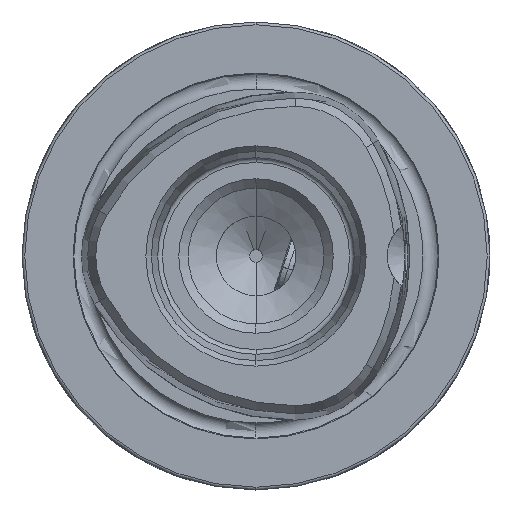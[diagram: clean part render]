
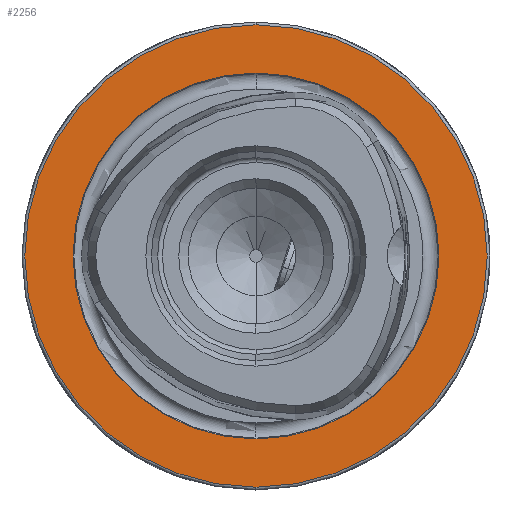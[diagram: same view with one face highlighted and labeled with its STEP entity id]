
A CAD part, left-side view. The second image highlights one B-rep face of the part: STEP entity #2256.
In plain terms, the highlighted planar face has unit normal (-1, 0, 0).
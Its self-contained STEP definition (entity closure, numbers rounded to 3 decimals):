
#964 = ORIENTED_EDGE ( 'NONE', *, *, #9784, .T. ) ;
#2135 = CARTESIAN_POINT ( 'NONE',  ( 0., 0., 0. ) ) ;
#2136 = CARTESIAN_POINT ( 'NONE',  ( 0., 0., 0. ) ) ;
#2155 = DIRECTION ( 'NONE',  ( -1., 0., 0. ) ) ;
#2158 = DIRECTION ( 'NONE',  ( 0., 0., 1. ) ) ;
#2159 = DIRECTION ( 'NONE',  ( -1., 0., 0. ) ) ;
#2181 = DIRECTION ( 'NONE',  ( 0., 0., 1. ) ) ;
#2256 = ADVANCED_FACE ( 'NONE', ( #8303, #8296 ), #10617, .F. ) ;
#3135 = ORIENTED_EDGE ( 'NONE', *, *, #10217, .F. ) ;
#3219 = ORIENTED_EDGE ( 'NONE', *, *, #10235, .T. ) ;
#3453 = ORIENTED_EDGE ( 'NONE', *, *, #9785, .F. ) ;
#4350 = AXIS2_PLACEMENT_3D ( 'NONE', #2135, #2155, #2158 ) ;
#4351 = AXIS2_PLACEMENT_3D ( 'NONE', #2136, #2159, #2181 ) ;
#4580 = CARTESIAN_POINT ( 'NONE',  ( 0., 0., 24.7 ) ) ;
#5176 = CARTESIAN_POINT ( 'NONE',  ( 0., 0., 0. ) ) ;
#5197 = DIRECTION ( 'NONE',  ( -1., 0., 0. ) ) ;
#5226 = DIRECTION ( 'NONE',  ( 0., 0., 1. ) ) ;
#5253 = DIRECTION ( 'NONE',  ( 0., 0., 1. ) ) ;
#5264 = CARTESIAN_POINT ( 'NONE',  ( 0., 0., 0. ) ) ;
#5266 = DIRECTION ( 'NONE',  ( -1., 0., 0. ) ) ;
#6175 = EDGE_LOOP ( 'NONE', ( #3453, #3135 ) ) ;
#6192 = EDGE_LOOP ( 'NONE', ( #3219, #964 ) ) ;
#6297 = AXIS2_PLACEMENT_3D ( 'NONE', #10611, #10574, #10623 ) ;
#6944 = AXIS2_PLACEMENT_3D ( 'NONE', #5176, #5197, #5226 ) ;
#6952 = AXIS2_PLACEMENT_3D ( 'NONE', #5264, #5266, #5253 ) ;
#7201 = CARTESIAN_POINT ( 'NONE',  ( 0., 0., -24.7 ) ) ;
#7271 = CARTESIAN_POINT ( 'NONE',  ( 0., 0., 19.55 ) ) ;
#7589 = CIRCLE ( 'NONE', #4350, 24.7 ) ;
#7597 = CIRCLE ( 'NONE', #4351, 19.55 ) ;
#8296 = FACE_OUTER_BOUND ( 'NONE', #6192, .T. ) ;
#8303 = FACE_BOUND ( 'NONE', #6175, .T. ) ;
#8831 = CARTESIAN_POINT ( 'NONE',  ( 0., 0., -19.55 ) ) ;
#9217 = VERTEX_POINT ( 'NONE', #7271 ) ;
#9265 = VERTEX_POINT ( 'NONE', #7201 ) ;
#9424 = VERTEX_POINT ( 'NONE', #4580 ) ;
#9680 = VERTEX_POINT ( 'NONE', #8831 ) ;
#9784 = EDGE_CURVE ( 'NONE', #9265, #9424, #7589, .T. ) ;
#9785 = EDGE_CURVE ( 'NONE', #9217, #9680, #7597, .T. ) ;
#10118 = CIRCLE ( 'NONE', #6952, 24.7 ) ;
#10133 = CIRCLE ( 'NONE', #6944, 19.55 ) ;
#10217 = EDGE_CURVE ( 'NONE', #9680, #9217, #10133, .T. ) ;
#10235 = EDGE_CURVE ( 'NONE', #9424, #9265, #10118, .T. ) ;
#10574 = DIRECTION ( 'NONE',  ( 1., 0., 0. ) ) ;
#10611 = CARTESIAN_POINT ( 'NONE',  ( 0., 19.55, 0. ) ) ;
#10617 = PLANE ( 'NONE',  #6297 ) ;
#10623 = DIRECTION ( 'NONE',  ( 0., 0., -1. ) ) ;
